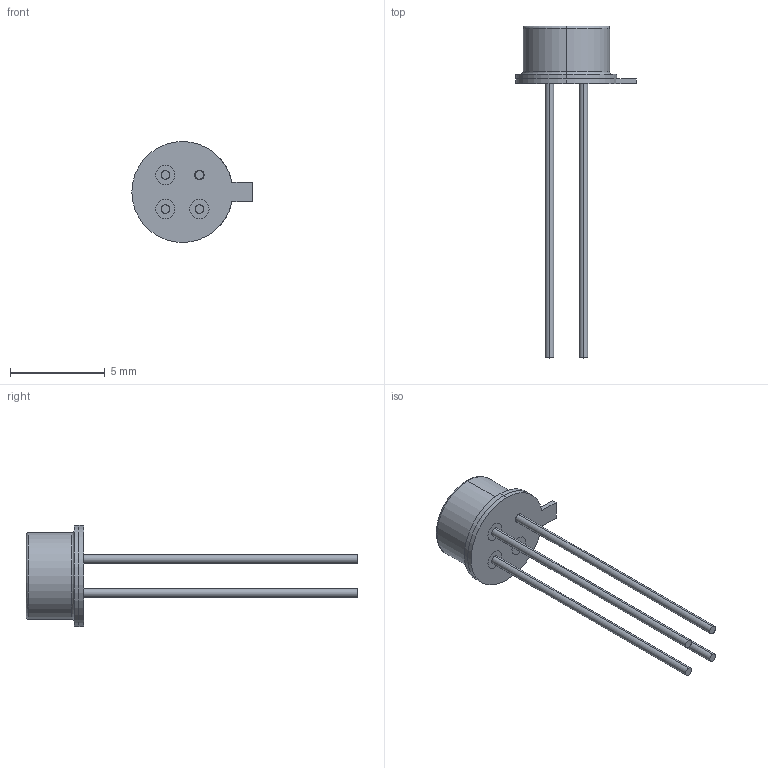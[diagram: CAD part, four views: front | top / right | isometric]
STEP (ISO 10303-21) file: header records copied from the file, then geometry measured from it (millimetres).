
FILE_DESCRIPTION (( 'STEP AP214' ), '1' );
FILE_NAME ('ZTP-135SR.STEP', '2022-03-23T23:02:32', ( '' ), ( '' ), 'SwSTEP 2.0', 'SolidWorks 2017', '' );
FILE_SCHEMA (( 'AUTOMOTIVE_DESIGN' ));
Length unit declared in the file: inch
Products named in the file (1): ZTP-135SR
Bounding box: 6.35 x 17.53 x 5.33 mm (x, y, z)
Volume: 62 mm3; surface area: 237 mm2
Topology: 11 solids, 11 shells, 66 faces, 122 edges, 80 vertices
Faces by surface type: cylinder 35, plane 27, torus 4
Entity records: 1838 total; most frequent: DIRECTION 334, CARTESIAN_POINT 269, ORIENTED_EDGE 244, AXIS2_PLACEMENT_3D 145, EDGE_CURVE 122, VERTEX_POINT 80, CIRCLE 78, EDGE_LOOP 76
